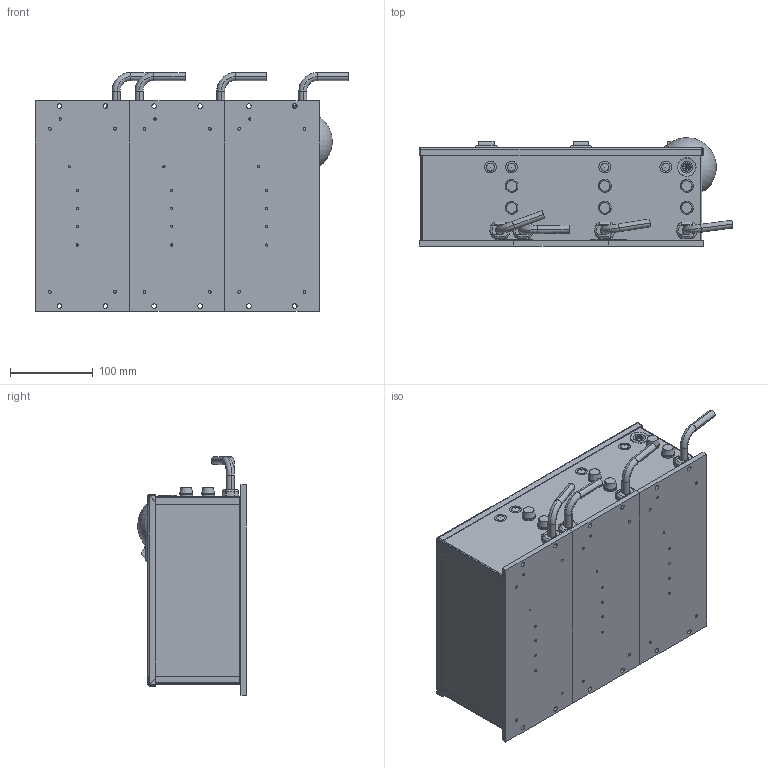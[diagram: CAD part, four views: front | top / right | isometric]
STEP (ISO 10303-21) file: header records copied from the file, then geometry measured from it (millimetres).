
FILE_DESCRIPTION (( 'STEP AP214' ), '1' );
FILE_NAME ('pn 121-200-0759_model VF-9-3.STEP', '2026-02-24T15:17:54', ( '' ), ( '' ), 'SwSTEP 2.0', 'SolidWorks 2022', '' );
FILE_SCHEMA (( 'AUTOMOTIVE_DESIGN' ));
Length unit declared in the file: inch
Products named in the file (14): KNOCKOUT-.880_DEFAULT; 112-000-0289_DEFAULT; pn 121-200-0759_model VF-9-3; 121-000-0311-3D_DEFAULT; 106-000-0022-FUSE-3D; 112-000-0314-3D_DEFAULT; SWITCH_220V_DEFAULT; 112-000-0057-3D_DEFAULT; CORD-SHORTR RAD_DEFAULT; 112-000-0315-3D_DEFAULT; 112-000-0310-3D-LEFT SIDE_DEFAULT; 104-000-0108; 121-000-0317-3D_DEFAULT; KNOCKOUT .555_DEFAULT
Assembly tree (33 placements, depth 2):
  pn 121-200-0759_model VF-9-3
    112-000-0289_DEFAULT  x3
    112-000-0310-3D-LEFT SIDE_DEFAULT
    121-000-0311-3D_DEFAULT
    121-000-0317-3D_DEFAULT
    104-000-0108  x3
    SWITCH_220V_DEFAULT  x3
    112-000-0314-3D_DEFAULT
    112-000-0315-3D_DEFAULT
    106-000-0022-FUSE-3D  x6
    112-000-0057-3D_DEFAULT  x4
    CORD-SHORTR RAD_DEFAULT  x4
    KNOCKOUT .555_DEFAULT  x4
    KNOCKOUT-.880_DEFAULT
Bounding box: 378.92 x 130.92 x 288.11 mm (x, y, z)
Volume: 1090779 mm3; surface area: 757894.6 mm2
Topology: 37 solids, 37 shells, 4470 faces, 11693 edges, 7751 vertices
Faces by surface type: plane 2717, bspline 1257, cylinder 447, torus 38, cone 7, sphere 4
Full cylindrical faces by diameter (mm): 0.859 x3, 2.578 x3, 2.705 x15, 3.002 x3, 3.454 x12, 3.554 x3, 4.305 x18, 5.613 x12, 9.525 x15, 12.7 x6, 14.097 x4, 15.494 x6, 22.377 x1
Entity records: 72562 total; most frequent: CARTESIAN_POINT 33439, ORIENTED_EDGE 8332, DIRECTION 6141, EDGE_CURVE 4166, LINE 2891, VECTOR 2891, VERTEX_POINT 2800, EDGE_LOOP 1914
